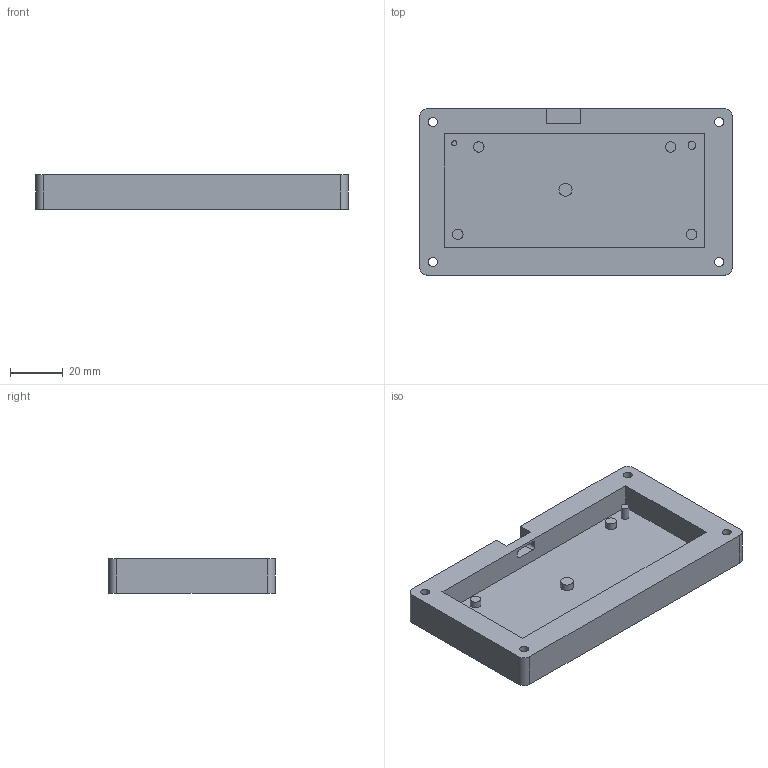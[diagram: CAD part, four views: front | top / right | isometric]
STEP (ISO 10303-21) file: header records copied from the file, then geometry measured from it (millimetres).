
FILE_DESCRIPTION(/* description */ (''),/* implementation_level */ '2;1');
FILE_NAME(/* name */ 'bottom.step',/* time_stamp */ '2025-05-25T18:54:56+02:00',/* author */ (''),/* organization */ (''),/* preprocessor_version */ 'ST-DEVELOPER v20.1',/* originating_system */ 'Autodesk Translation Framework v14.10.0.0',/* authorisation */ '');
FILE_SCHEMA (('AUTOMOTIVE_DESIGN { 1 0 10303 214 3 1 1 }'));
Length unit declared in the file: millimetre
Products named in the file (2): 2025-05-24-12-41-21-190; 2025-05-24-12-42-26-212
Assembly tree (1 placements, depth 2):
  2025-05-24-12-41-21-190
    2025-05-24-12-42-26-212
Bounding box: 119 x 63.3 x 13 mm (x, y, z)
Volume: 53885.6 mm3; surface area: 23499.7 mm2
Topology: 1 solids, 1 shells, 55 faces, 123 edges, 82 vertices
Faces by surface type: plane 30, cylinder 25
Full cylindrical faces by diameter (mm): 1.9 x1, 3 x1, 3.4 x4, 4 x4, 5 x1, 6 x4
Entity records: 1616 total; most frequent: DIRECTION 289, CARTESIAN_POINT 263, ORIENTED_EDGE 246, EDGE_CURVE 123, AXIS2_PLACEMENT_3D 108, VERTEX_POINT 82, EDGE_LOOP 77, LINE 73
